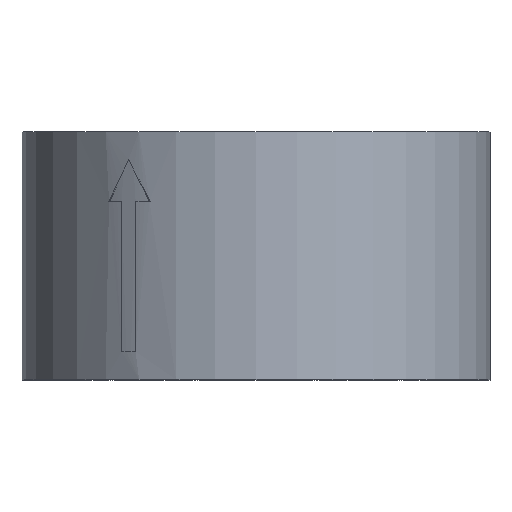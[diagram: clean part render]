
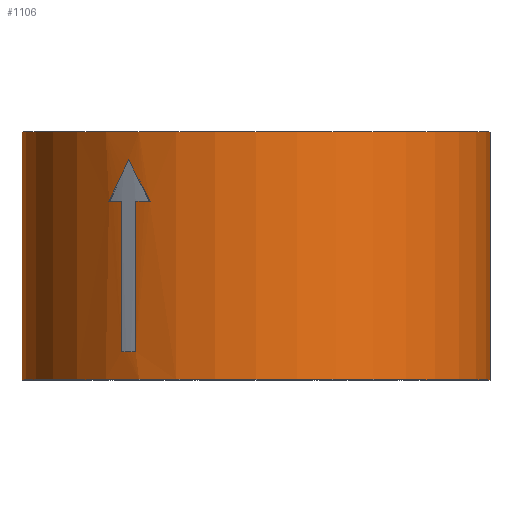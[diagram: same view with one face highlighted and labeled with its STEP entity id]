
A CAD part, top view. The second image highlights one B-rep face of the part: STEP entity #1106.
In plain terms, the highlighted cylindrical face has radius 8.395 mm (diameter 16.79 mm), a partial arc.
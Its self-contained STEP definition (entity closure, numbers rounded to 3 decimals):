
#643=CARTESIAN_POINT('',(-4.821,1.945,18.668));
#644=VERTEX_POINT('',#643);
#645=CARTESIAN_POINT('',(-5.274,1.945,18.326));
#646=VERTEX_POINT('',#645);
#647=CARTESIAN_POINT('',(0.,1.945,11.795));
#648=DIRECTION('',(0.0,-1.0,0.0));
#649=DIRECTION('',(0.0,0.0,1.0));
#650=AXIS2_PLACEMENT_3D('',#647,#648,#649);
#651=CIRCLE('',#650,8.395);
#652=EDGE_CURVE('',#644,#646,#651,.T.);
#684=CARTESIAN_POINT('',(-4.572,3.445,18.836));
#685=VERTEX_POINT('',#684);
#686=CARTESIAN_POINT('',(0.,3.445,11.795));
#687=DIRECTION('',(-0.726,0.5,-0.472));
#688=DIRECTION('',(0.419,0.866,0.272));
#689=AXIS2_PLACEMENT_3D('',#686,#687,#688);
#690=ELLIPSE('',#689,16.79,8.395);
#691=EDGE_CURVE('',#646,#685,#690,.T.);
#716=CARTESIAN_POINT('',(-3.822,1.945,19.27));
#717=VERTEX_POINT('',#716);
#718=CARTESIAN_POINT('',(-4.318,1.945,18.995));
#719=VERTEX_POINT('',#718);
#720=CARTESIAN_POINT('',(0.,1.945,11.795));
#721=DIRECTION('',(0.0,-1.0,0.0));
#722=DIRECTION('',(0.0,0.0,1.0));
#723=AXIS2_PLACEMENT_3D('',#720,#721,#722);
#724=CIRCLE('',#723,8.395);
#725=EDGE_CURVE('',#717,#719,#724,.T.);
#757=CARTESIAN_POINT('',(-4.318,-3.445,18.995));
#758=VERTEX_POINT('',#757);
#759=CARTESIAN_POINT('',(-4.318,1.945,18.995));
#760=DIRECTION('',(0.0,-1.0,0.0));
#761=VECTOR('',#760,5.39);
#762=LINE('',#759,#761);
#763=EDGE_CURVE('',#719,#758,#762,.T.);
#788=CARTESIAN_POINT('',(-4.821,-3.445,18.668));
#789=VERTEX_POINT('',#788);
#790=CARTESIAN_POINT('',(0.,-3.445,11.795));
#791=DIRECTION('',(0.0,-1.0,0.0));
#792=DIRECTION('',(0.0,0.0,1.0));
#793=AXIS2_PLACEMENT_3D('',#790,#791,#792);
#794=CIRCLE('',#793,8.395);
#795=EDGE_CURVE('',#758,#789,#794,.T.);
#820=CARTESIAN_POINT('',(0.,3.445,11.795));
#821=DIRECTION('',(0.726,0.5,0.472));
#822=DIRECTION('',(0.419,-0.866,0.272));
#823=AXIS2_PLACEMENT_3D('',#820,#821,#822);
#824=ELLIPSE('',#823,16.79,8.395);
#825=EDGE_CURVE('',#685,#717,#824,.T.);
#843=CARTESIAN_POINT('',(-4.821,-3.445,18.668));
#844=DIRECTION('',(0.0,1.0,0.0));
#845=VECTOR('',#844,5.39);
#846=LINE('',#843,#845);
#847=EDGE_CURVE('',#789,#644,#846,.T.);
#1039=CARTESIAN_POINT('',(-8.395,-4.445,11.795));
#1040=VERTEX_POINT('',#1039);
#1047=CARTESIAN_POINT('',(-8.395,4.445,11.795));
#1048=VERTEX_POINT('',#1047);
#1049=CARTESIAN_POINT('',(-8.395,4.445,11.795));
#1050=DIRECTION('',(0.0,-1.0,0.0));
#1051=VECTOR('',#1050,8.89);
#1052=LINE('',#1049,#1051);
#1053=EDGE_CURVE('',#1048,#1040,#1052,.T.);
#1065=CARTESIAN_POINT('',(0.,4.445,11.795));
#1066=DIRECTION('',(0.0,-1.0,0.0));
#1067=DIRECTION('',(0.0,0.0,1.0));
#1068=AXIS2_PLACEMENT_3D('',#1065,#1066,#1067);
#1069=CYLINDRICAL_SURFACE('',#1068,8.395);
#1070=CARTESIAN_POINT('',(8.395,-4.445,11.795));
#1071=VERTEX_POINT('',#1070);
#1072=CARTESIAN_POINT('',(0.,-4.445,11.795));
#1073=DIRECTION('',(0.0,1.0,0.0));
#1074=DIRECTION('',(0.0,0.0,1.0));
#1075=AXIS2_PLACEMENT_3D('',#1072,#1073,#1074);
#1076=CIRCLE('',#1075,8.395);
#1077=EDGE_CURVE('',#1040,#1071,#1076,.T.);
#1078=ORIENTED_EDGE('',*,*,#1077,.T.);
#1079=CARTESIAN_POINT('',(8.395,4.445,11.795));
#1080=VERTEX_POINT('',#1079);
#1081=CARTESIAN_POINT('',(8.395,4.445,11.795));
#1082=DIRECTION('',(0.0,-1.0,0.0));
#1083=VECTOR('',#1082,8.89);
#1084=LINE('',#1081,#1083);
#1085=EDGE_CURVE('',#1080,#1071,#1084,.T.);
#1086=ORIENTED_EDGE('',*,*,#1085,.F.);
#1087=CARTESIAN_POINT('',(0.,4.445,11.795));
#1088=DIRECTION('',(0.0,-1.0,0.0));
#1089=DIRECTION('',(0.0,0.0,1.0));
#1090=AXIS2_PLACEMENT_3D('',#1087,#1088,#1089);
#1091=CIRCLE('',#1090,8.395);
#1092=EDGE_CURVE('',#1080,#1048,#1091,.T.);
#1093=ORIENTED_EDGE('',*,*,#1092,.T.);
#1094=ORIENTED_EDGE('',*,*,#1053,.T.);
#1095=EDGE_LOOP('',(#1078,#1086,#1093,#1094));
#1096=FACE_OUTER_BOUND('',#1095,.T.);
#1097=ORIENTED_EDGE('',*,*,#795,.T.);
#1098=ORIENTED_EDGE('',*,*,#847,.T.);
#1099=ORIENTED_EDGE('',*,*,#652,.T.);
#1100=ORIENTED_EDGE('',*,*,#691,.T.);
#1101=ORIENTED_EDGE('',*,*,#825,.T.);
#1102=ORIENTED_EDGE('',*,*,#725,.T.);
#1103=ORIENTED_EDGE('',*,*,#763,.T.);
#1104=EDGE_LOOP('',(#1097,#1098,#1099,#1100,#1101,#1102,#1103));
#1105=FACE_BOUND('',#1104,.T.);
#1106=ADVANCED_FACE('',(#1096,#1105),#1069,.T.);
